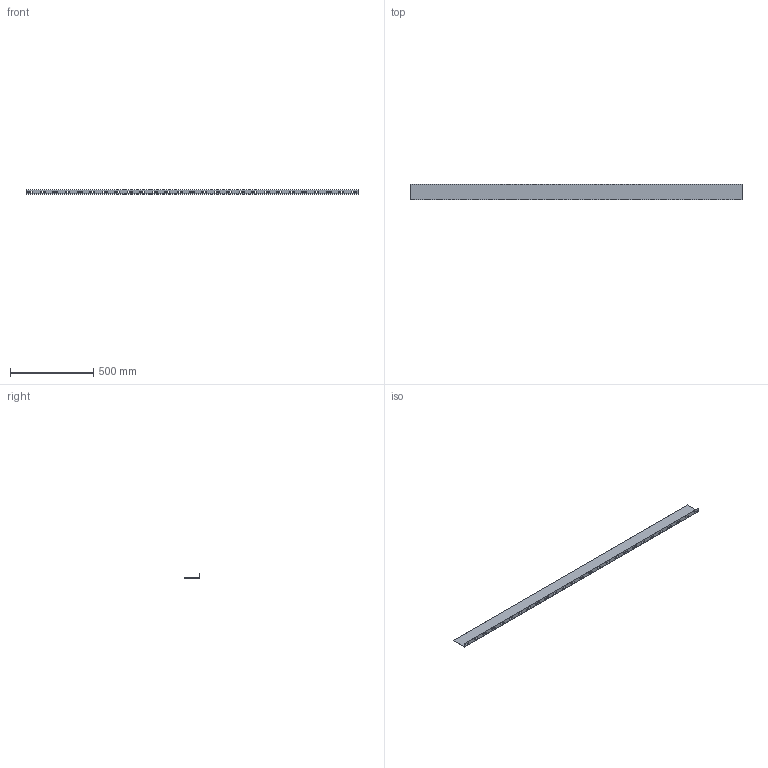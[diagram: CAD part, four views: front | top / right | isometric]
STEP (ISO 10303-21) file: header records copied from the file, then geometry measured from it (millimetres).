
FILE_DESCRIPTION (( 'STEP AP203' ), '1' );
FILE_NAME ('CLP1F-110-2 Ðàçäåëèòåëüíàÿ ïåðåãîðîäêà h110.STEP', '2016-03-03T06:38:29', ( '' ), ( '' ), 'SwSTEP 2.0', 'SolidWorks 2014', '' );
FILE_SCHEMA (( 'CONFIG_CONTROL_DESIGN' ));
Length unit declared in the file: millimetre
Products named in the file (1): CLP1F-110-2 Ðàçäåëèòåëüíàÿ ïåðåãîðîäêà h110
Bounding box: 2000 x 95 x 25 mm (x, y, z)
Volume: 186129.6 mm3; surface area: 470183 mm2
Topology: 1 solids, 1 shells, 122 faces, 352 edges, 232 vertices
Faces by surface type: plane 66, cylinder 56
Entity records: 4209 total; most frequent: DIRECTION 710, CARTESIAN_POINT 707, ORIENTED_EDGE 704, EDGE_CURVE 352, VECTOR 240, LINE 240, AXIS2_PLACEMENT_3D 235, VERTEX_POINT 232
